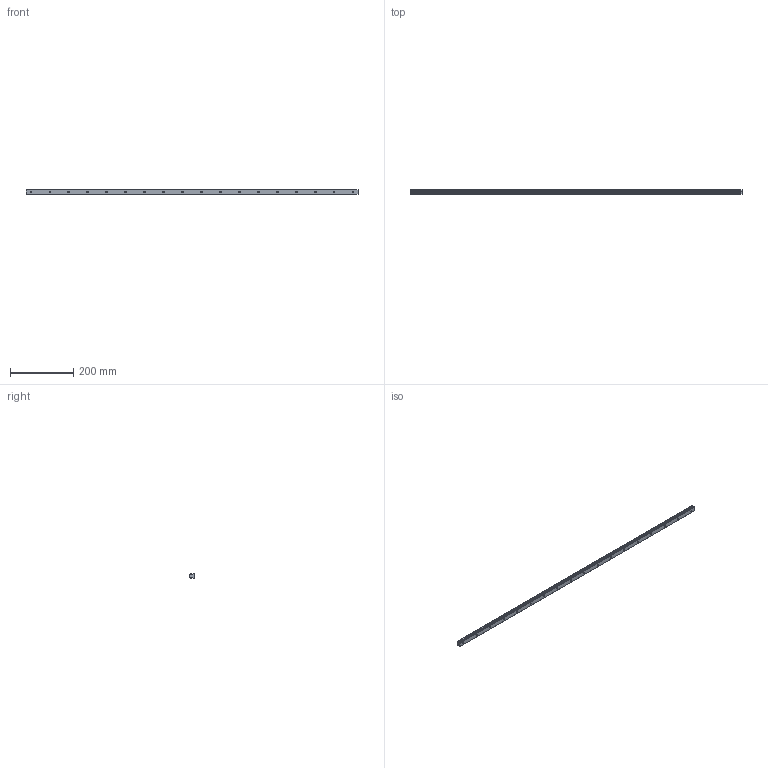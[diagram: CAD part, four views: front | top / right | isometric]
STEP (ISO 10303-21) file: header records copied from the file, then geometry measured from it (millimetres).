
FILE_DESCRIPTION (( 'STEP AP214' ), '1' );
FILE_NAME ('SHS15 1050L G15.STEP', '2021-05-25T11:56:00', ( '' ), ( '' ), 'SwSTEP 2.0', 'SolidWorks 2021', '' );
FILE_SCHEMA (( 'AUTOMOTIVE_DESIGN' ));
Length unit declared in the file: millimetre
Products named in the file (2): SHS15 1050L G15; _SHS15C105015 Track
Assembly tree (1 placements, depth 2):
  SHS15 1050L G15
    _SHS15C105015 Track
Bounding box: 1050 x 13 x 15 mm (x, y, z)
Volume: 169628.5 mm3; surface area: 63395.5 mm2
Topology: 1 solids, 1 shells, 135 faces, 345 edges, 230 vertices
Faces by surface type: cylinder 95, plane 40
Entity records: 4327 total; most frequent: DIRECTION 813, CARTESIAN_POINT 714, ORIENTED_EDGE 690, EDGE_CURVE 345, AXIS2_PLACEMENT_3D 329, VERTEX_POINT 230, CIRCLE 190, EDGE_LOOP 189
